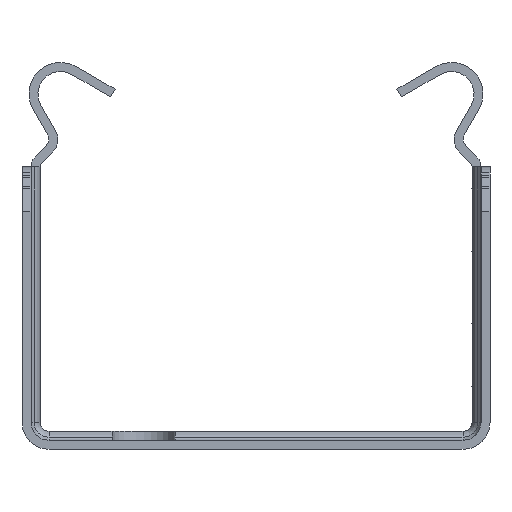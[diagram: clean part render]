
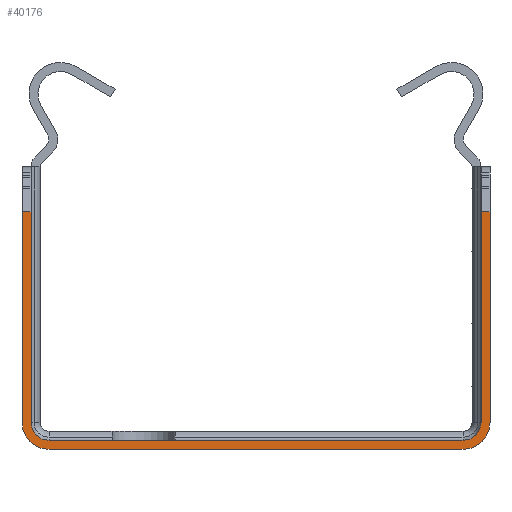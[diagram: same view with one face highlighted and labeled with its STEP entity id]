
A CAD part, front view. The second image highlights one B-rep face of the part: STEP entity #40176.
In plain terms, the highlighted planar face has unit normal (0, -1, 0).
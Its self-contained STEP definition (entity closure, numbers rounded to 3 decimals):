
#2422=CIRCLE('',#43746,3.);
#2442=CIRCLE('',#43768,3.);
#2500=CIRCLE('',#43912,2.);
#2501=CIRCLE('',#43915,2.);
#5364=FACE_OUTER_BOUND('',#8121,.T.);
#8121=EDGE_LOOP('',(#37018,#37019,#37020,#37021,#37022,#37023,#37024,#37025,
#37026,#37027,#37028,#37029));
#10282=LINE('',#61332,#14278);
#11940=LINE('',#66371,#15936);
#11965=LINE('',#66460,#15961);
#12105=LINE('',#66849,#16101);
#12108=LINE('',#66855,#16104);
#12113=LINE('',#66868,#16109);
#12114=LINE('',#66870,#16110);
#12116=LINE('',#66877,#16112);
#14278=VECTOR('',#49805,10.);
#15936=VECTOR('',#54841,10.);
#15961=VECTOR('',#54910,10.);
#16101=VECTOR('',#55314,10.);
#16104=VECTOR('',#55319,10.);
#16109=VECTOR('',#55336,10.);
#16110=VECTOR('',#55339,10.);
#16112=VECTOR('',#55347,10.);
#18065=VERTEX_POINT('',#61329);
#18066=VERTEX_POINT('',#61331);
#19718=VERTEX_POINT('',#66360);
#19721=VERTEX_POINT('',#66368);
#19722=VERTEX_POINT('',#66370);
#19761=VERTEX_POINT('',#66450);
#19764=VERTEX_POINT('',#66458);
#19880=VERTEX_POINT('',#66846);
#19882=VERTEX_POINT('',#66852);
#19885=VERTEX_POINT('',#66866);
#19886=VERTEX_POINT('',#66872);
#19887=VERTEX_POINT('',#66876);
#22842=EDGE_CURVE('',#18066,#18065,#10282,.T.);
#25341=EDGE_CURVE('',#19718,#18066,#2422,.T.);
#25346=EDGE_CURVE('',#19722,#19721,#11940,.T.);
#25387=EDGE_CURVE('',#18065,#19761,#2442,.T.);
#25391=EDGE_CURVE('',#19761,#19764,#11965,.T.);
#25585=EDGE_CURVE('',#19721,#19880,#12105,.T.);
#25588=EDGE_CURVE('',#19764,#19882,#12108,.T.);
#25595=EDGE_CURVE('',#19882,#19885,#12113,.T.);
#25596=EDGE_CURVE('',#19880,#19718,#12114,.T.);
#25597=EDGE_CURVE('',#19886,#19722,#2500,.T.);
#25599=EDGE_CURVE('',#19887,#19886,#12116,.T.);
#25601=EDGE_CURVE('',#19885,#19887,#2501,.T.);
#37018=ORIENTED_EDGE('',*,*,#25588,.T.);
#37019=ORIENTED_EDGE('',*,*,#25595,.T.);
#37020=ORIENTED_EDGE('',*,*,#25601,.T.);
#37021=ORIENTED_EDGE('',*,*,#25599,.T.);
#37022=ORIENTED_EDGE('',*,*,#25597,.T.);
#37023=ORIENTED_EDGE('',*,*,#25346,.T.);
#37024=ORIENTED_EDGE('',*,*,#25585,.T.);
#37025=ORIENTED_EDGE('',*,*,#25596,.T.);
#37026=ORIENTED_EDGE('',*,*,#25341,.T.);
#37027=ORIENTED_EDGE('',*,*,#22842,.T.);
#37028=ORIENTED_EDGE('',*,*,#25387,.T.);
#37029=ORIENTED_EDGE('',*,*,#25391,.T.);
#38170=PLANE('',#43916);
#40176=ADVANCED_FACE('',(#5364),#38170,.T.);
#43746=AXIS2_PLACEMENT_3D('',#66361,#54832,#54833);
#43768=AXIS2_PLACEMENT_3D('',#66452,#54902,#54903);
#43912=AXIS2_PLACEMENT_3D('',#66873,#55342,#55343);
#43915=AXIS2_PLACEMENT_3D('',#66880,#55351,#55352);
#43916=AXIS2_PLACEMENT_3D('',#66881,#55353,#55354);
#49805=DIRECTION('',(1.,0.,0.));
#54832=DIRECTION('center_axis',(0.,-1.,0.));
#54833=DIRECTION('ref_axis',(-1.,0.,0.));
#54841=DIRECTION('',(0.,0.,1.));
#54902=DIRECTION('center_axis',(0.,-1.,0.));
#54903=DIRECTION('ref_axis',(0.,0.,-1.));
#54910=DIRECTION('',(0.,0.,1.));
#55314=DIRECTION('',(-1.,0.,0.));
#55319=DIRECTION('',(-1.,0.,0.));
#55336=DIRECTION('',(0.,0.,-1.));
#55339=DIRECTION('',(0.,0.,-1.));
#55342=DIRECTION('center_axis',(0.,1.,0.));
#55343=DIRECTION('ref_axis',(1.,0.,0.));
#55347=DIRECTION('',(-1.,0.,0.));
#55351=DIRECTION('center_axis',(0.,1.,0.));
#55352=DIRECTION('ref_axis',(0.,0.,1.));
#55353=DIRECTION('center_axis',(0.,-1.,0.));
#55354=DIRECTION('ref_axis',(0.,0.,-1.));
#61329=CARTESIAN_POINT('',(23.,-36.,-1.));
#61331=CARTESIAN_POINT('',(-23.,-36.,-1.));
#61332=CARTESIAN_POINT('',(-23.,-36.,-1.));
#66360=CARTESIAN_POINT('',(-26.,-36.,2.));
#66361=CARTESIAN_POINT('Origin',(-23.,-36.,2.));
#66368=CARTESIAN_POINT('',(-25.,-36.,25.387));
#66370=CARTESIAN_POINT('',(-25.,-36.,2.));
#66371=CARTESIAN_POINT('',(-25.,-36.,2.));
#66450=CARTESIAN_POINT('',(26.,-36.,2.));
#66452=CARTESIAN_POINT('Origin',(23.,-36.,2.));
#66458=CARTESIAN_POINT('',(26.,-36.,25.387));
#66460=CARTESIAN_POINT('',(26.,-36.,2.));
#66846=CARTESIAN_POINT('',(-26.,-36.,25.387));
#66849=CARTESIAN_POINT('',(12.5,-36.,25.387));
#66852=CARTESIAN_POINT('',(25.,-36.,25.387));
#66855=CARTESIAN_POINT('',(12.5,-36.,25.387));
#66866=CARTESIAN_POINT('',(25.,-36.,2.));
#66868=CARTESIAN_POINT('',(25.,-36.,30.387));
#66870=CARTESIAN_POINT('',(-26.,-36.,30.387));
#66872=CARTESIAN_POINT('',(-23.,-36.,0.));
#66873=CARTESIAN_POINT('Origin',(-23.,-36.,2.));
#66876=CARTESIAN_POINT('',(23.,-36.,0.));
#66877=CARTESIAN_POINT('',(23.,-36.,0.));
#66880=CARTESIAN_POINT('Origin',(23.,-36.,2.));
#66881=CARTESIAN_POINT('Origin',(0.,-36.,14.694));
